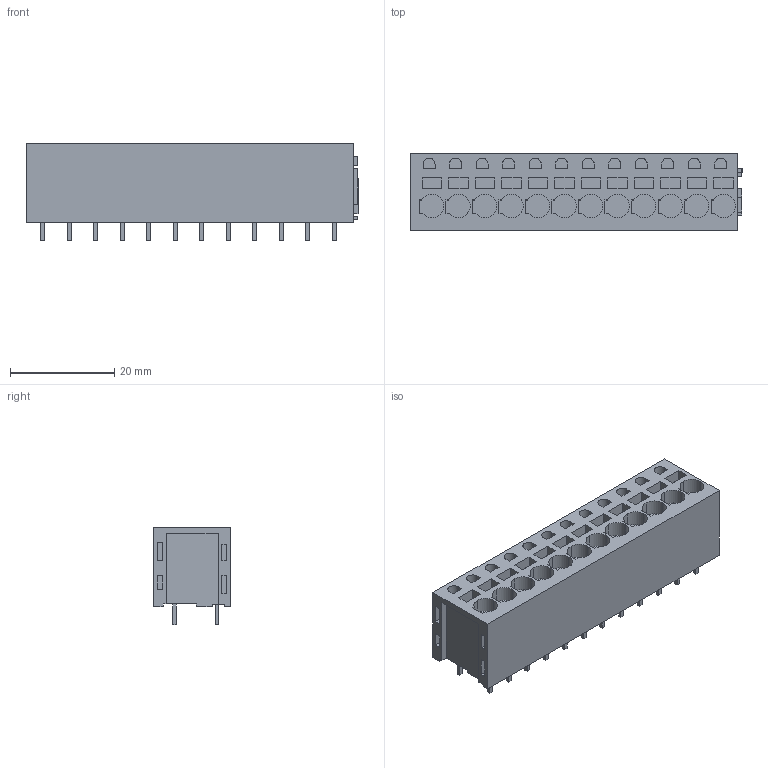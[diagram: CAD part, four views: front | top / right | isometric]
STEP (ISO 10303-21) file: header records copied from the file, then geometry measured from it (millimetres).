
FILE_DESCRIPTION(('CATIA V5 STEP Exchange','CAx-IF Rec.Pracs.--- Model Styling and Organization---1.2---2011-12-15'),'2;1');
FILE_NAME ('D1451909_0', '2018-04-09T13:53:20+00:00', ('none'), ('Weidmueller'), 'CATIA Version 5-6 Release 2014', 'CATIA V5 STEP AP214', 'none');
FILE_SCHEMA(('AUTOMOTIVE_DESIGN { 1 0 10303 214 1 1 1 1 }'));
Length unit declared in the file: millimetre
Products named in the file (1): 1426680000
Bounding box: 63.61 x 14.8 x 18.7 mm (x, y, z)
Volume: 12813 mm3; surface area: 5847.8 mm2
Topology: 25 solids, 25 shells, 445 faces, 1041 edges, 694 vertices
Faces by surface type: plane 385, cylinder 60
Entity records: 12346 total; most frequent: CARTESIAN_POINT 2170, ORIENTED_EDGE 2082, DIRECTION 1739, EDGE_CURVE 1041, VECTOR 921, LINE 921, VERTEX_POINT 694, EDGE_LOOP 493
